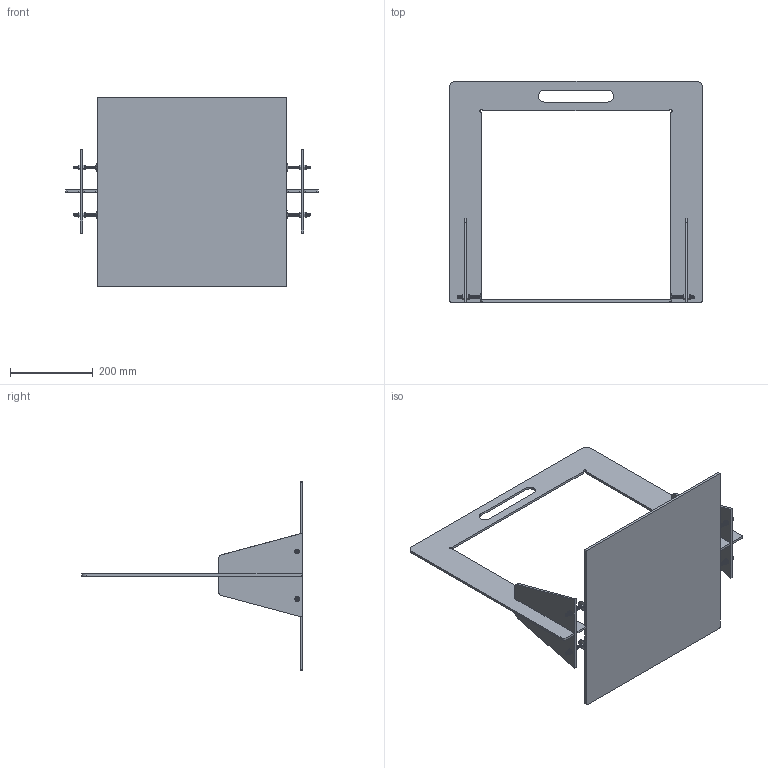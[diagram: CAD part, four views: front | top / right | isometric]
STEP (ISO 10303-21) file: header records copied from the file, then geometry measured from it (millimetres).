
FILE_DESCRIPTION (( 'STEP AP214' ), '1' );
FILE_NAME ('am-3870 FTC Sizing Tool.STEP', '2018-08-28T20:51:45', ( '' ), ( '' ), 'SwSTEP 2.0', 'SolidWorks 2018', '' );
FILE_SCHEMA (( 'AUTOMOTIVE_DESIGN' ));
Length unit declared in the file: inch
Products named in the file (7): FTC Sizing Box Base v2; 1_4-20 nut_95462A029; am-1384_92670A751; FTC Sizing Box U v3; FTC Sizing Box U v3 Support Brace; am-3870 FTC Sizing Tool
Assembly tree (17 placements, depth 3):
  am-3870 FTC Sizing Tool
    FTC Sizing Box Base v2
    FTC Sizing Box U v3
      FTC Sizing Box U v3
      FTC Sizing Box U v3 Support Brace  x2
      am-1384_92670A751  x4
      1_4-20 nut_95462A029  x8
Bounding box: 609.85 x 533.4 x 457.2 mm (x, y, z)
Volume: 2110618.6 mm3; surface area: 809142.3 mm2
Topology: 16 solids, 16 shells, 1130 faces, 3138 edges, 2040 vertices
Faces by surface type: cylinder 792, cone 164, plane 134, bspline 32, torus 8
Entity records: 14596 total; most frequent: CARTESIAN_POINT 7775, ORIENTED_EDGE 1636, DIRECTION 1135, EDGE_CURVE 818, VERTEX_POINT 538, AXIS2_PLACEMENT_3D 413, LINE 309, VECTOR 309
